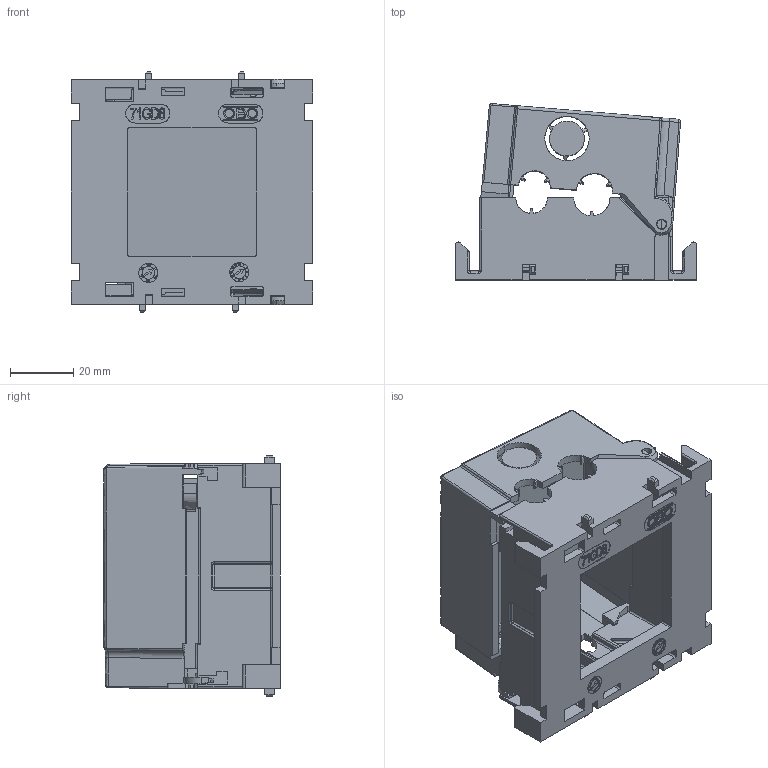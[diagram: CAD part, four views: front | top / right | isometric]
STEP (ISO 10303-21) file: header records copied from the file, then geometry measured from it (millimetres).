
FILE_DESCRIPTION(/* description */ (''),/* implementation_level */ '2;1');
FILE_NAME(/* name */ '6288569',/* time_stamp */ '2015-07-03T15:14:32+02:00',/* author */ (''),/* organization */ (''),/* preprocessor_version */ 'ST-DEVELOPER v15',/* originating_system */ '',/* authorisation */ '');
FILE_SCHEMA (('CONFIG_CONTROL_DESIGN'));
Length unit declared in the file: millimetre
Products named in the file (2): Document; Block 03
Assembly tree (1 placements, depth 2):
  Document
    Block 03
Bounding box: 76.2 x 55.67 x 75.9 mm (x, y, z)
Surface area: 43816.9 mm2 (no closed solid volume)
Topology: 0 solids, 2 shells, 1187 faces, 3234 edges, 2015 vertices
Faces by surface type: plane 607, bspline 580
Entity records: 53757 total; most frequent: CARTESIAN_POINT 33805, ORIENTED_EDGE 6308, EDGE_CURVE 3204, B_SPLINE_CURVE_WITH_KNOTS 2522, VERTEX_POINT 2015, EDGE_LOOP 1267, ADVANCED_FACE 1187, FACE_OUTER_BOUND 1187
